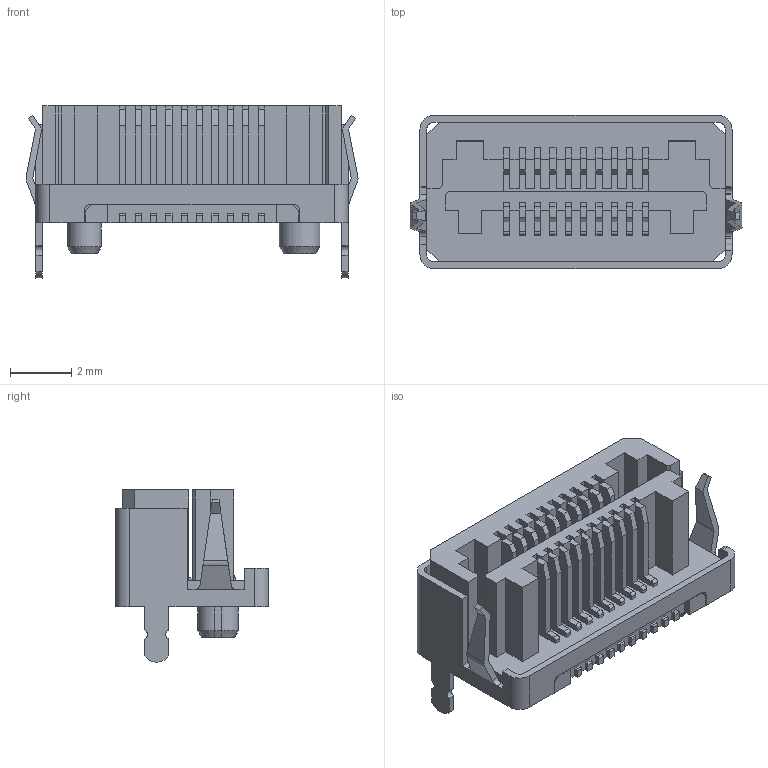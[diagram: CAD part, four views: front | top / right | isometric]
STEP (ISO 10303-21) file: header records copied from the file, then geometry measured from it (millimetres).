
FILE_DESCRIPTION(('FreeCAD Model'),'2;1');
FILE_NAME('Fusion.step','2019-06-25T14:40:48',('kicad StepUp'),( 'ksu MCAD'),'Open CASCADE STEP processor 7.3','FreeCAD','Unknown');
FILE_SCHEMA(('AUTOMOTIVE_DESIGN { 1 0 10303 214 1 1 1 1 }'));
Length unit declared in the file: millimetre
Products named in the file (1): Fusion
Bounding box: 10.8 x 4.98 x 5.6 mm (x, y, z)
Volume: 106.3 mm3; surface area: 432.9 mm2
Topology: 1 solids, 1 shells, 747 faces, 2143 edges, 1396 vertices
Faces by surface type: plane 642, cylinder 102, cone 3
Full cylindrical faces by diameter (mm): 1.32 x1
Entity records: 29239 total; most frequent: CARTESIAN_POINT 4289, ORIENTED_EDGE 4286, DIRECTION 3845, EDGE_CURVE 2143, LINE 1933, VECTOR 1933, VERTEX_POINT 1396, AXIS2_PLACEMENT_3D 956
